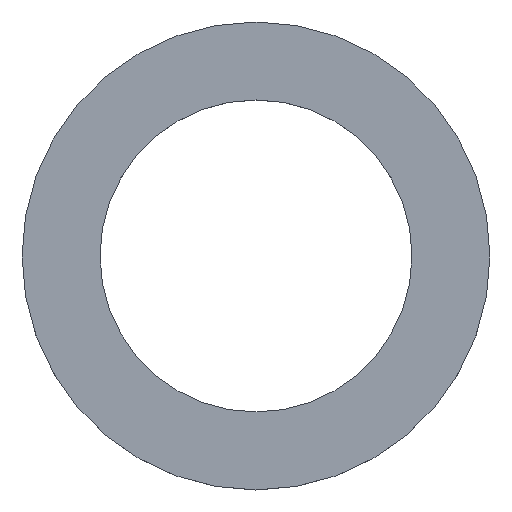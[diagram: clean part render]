
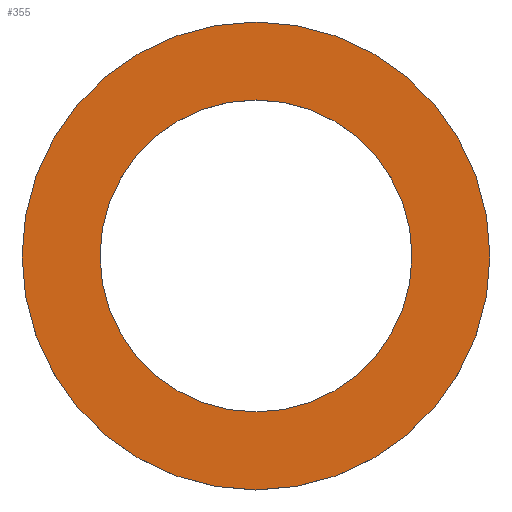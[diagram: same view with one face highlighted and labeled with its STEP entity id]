
A CAD part, top view. The second image highlights one B-rep face of the part: STEP entity #355.
In plain terms, the highlighted planar face has unit normal (0, 0, 1).
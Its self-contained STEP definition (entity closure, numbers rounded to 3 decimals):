
#10 = VERTEX_POINT ( 'NONE', #960 ) ;
#46 = CIRCLE ( 'NONE', #81, 150. ) ;
#51 = EDGE_CURVE ( 'NONE', #774, #1348, #1746, .T. ) ;
#81 = AXIS2_PLACEMENT_3D ( 'NONE', #1600, #801, #1332 ) ;
#101 = CARTESIAN_POINT ( 'NONE',  ( 0., 0., 0. ) ) ;
#157 = AXIS2_PLACEMENT_3D ( 'NONE', #1734, #1452, #214 ) ;
#180 = EDGE_LOOP ( 'NONE', ( #899, #834 ) ) ;
#214 = DIRECTION ( 'NONE',  ( 0.174, 0.985, 0. ) ) ;
#355 = ADVANCED_FACE ( 'NONE', ( #477, #1142 ), #1285, .F. ) ;
#477 = FACE_OUTER_BOUND ( 'NONE', #1068, .T. ) ;
#478 = CARTESIAN_POINT ( 'NONE',  ( 0., 0., 0. ) ) ;
#512 = CIRCLE ( 'NONE', #1491, 100. ) ;
#517 = DIRECTION ( 'NONE',  ( 0.174, 0.985, 0. ) ) ;
#528 = ORIENTED_EDGE ( 'NONE', *, *, #1752, .F. ) ;
#541 = CIRCLE ( 'NONE', #157, 150. ) ;
#598 = DIRECTION ( 'NONE',  ( 0., 0., 1. ) ) ;
#617 = AXIS2_PLACEMENT_3D ( 'NONE', #101, #1100, #517 ) ;
#687 = CARTESIAN_POINT ( 'NONE',  ( 17.365, 98.481, 0. ) ) ;
#774 = VERTEX_POINT ( 'NONE', #687 ) ;
#780 = CARTESIAN_POINT ( 'NONE',  ( -17.365, -98.481, 0. ) ) ;
#801 = DIRECTION ( 'NONE',  ( 0., 0., -1. ) ) ;
#834 = ORIENTED_EDGE ( 'NONE', *, *, #1554, .F. ) ;
#899 = ORIENTED_EDGE ( 'NONE', *, *, #51, .F. ) ;
#960 = CARTESIAN_POINT ( 'NONE',  ( -26.047, -147.721, 0. ) ) ;
#1068 = EDGE_LOOP ( 'NONE', ( #528, #1576 ) ) ;
#1100 = DIRECTION ( 'NONE',  ( 0., 0., 1. ) ) ;
#1142 = FACE_BOUND ( 'NONE', #180, .T. ) ;
#1285 = PLANE ( 'NONE',  #1577 ) ;
#1332 = DIRECTION ( 'NONE',  ( 0.174, 0.985, 0. ) ) ;
#1346 = VERTEX_POINT ( 'NONE', #1447 ) ;
#1348 = VERTEX_POINT ( 'NONE', #780 ) ;
#1405 = DIRECTION ( 'NONE',  ( 0.174, 0.985, 0. ) ) ;
#1447 = CARTESIAN_POINT ( 'NONE',  ( 26.047, 147.721, 0. ) ) ;
#1452 = DIRECTION ( 'NONE',  ( 0., 0., -1. ) ) ;
#1491 = AXIS2_PLACEMENT_3D ( 'NONE', #478, #598, #1572 ) ;
#1541 = CARTESIAN_POINT ( 'NONE',  ( 0., 0., 0. ) ) ;
#1554 = EDGE_CURVE ( 'NONE', #1348, #774, #512, .T. ) ;
#1572 = DIRECTION ( 'NONE',  ( 0.174, 0.985, 0. ) ) ;
#1576 = ORIENTED_EDGE ( 'NONE', *, *, #1741, .F. ) ;
#1577 = AXIS2_PLACEMENT_3D ( 'NONE', #1541, #1696, #1405 ) ;
#1600 = CARTESIAN_POINT ( 'NONE',  ( 0., 0., 0. ) ) ;
#1696 = DIRECTION ( 'NONE',  ( 0., 0., -1. ) ) ;
#1734 = CARTESIAN_POINT ( 'NONE',  ( 0., 0., 0. ) ) ;
#1741 = EDGE_CURVE ( 'NONE', #10, #1346, #46, .T. ) ;
#1746 = CIRCLE ( 'NONE', #617, 100. ) ;
#1752 = EDGE_CURVE ( 'NONE', #1346, #10, #541, .T. ) ;
